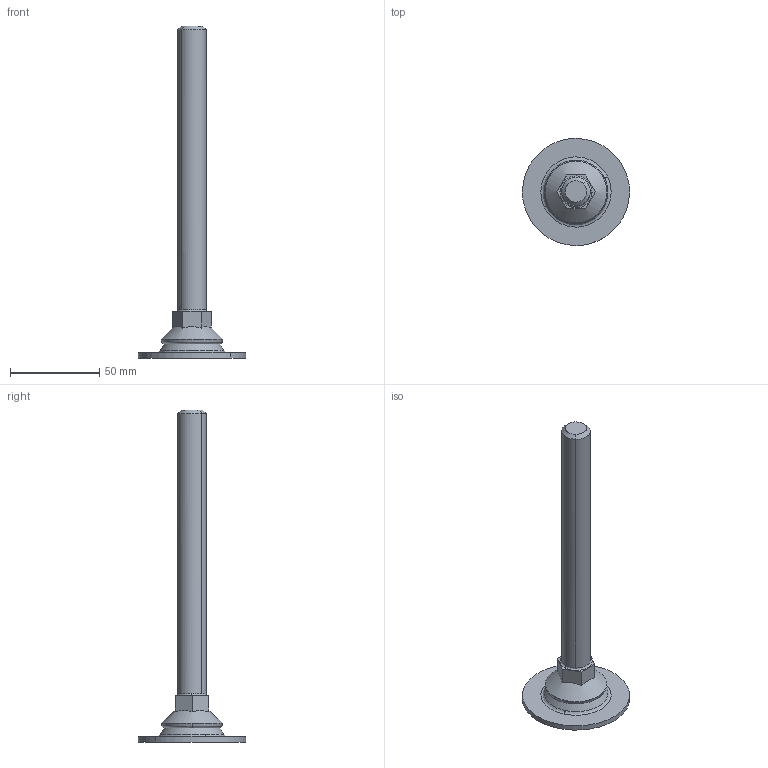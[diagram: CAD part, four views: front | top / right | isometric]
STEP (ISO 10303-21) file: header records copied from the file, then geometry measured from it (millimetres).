
FILE_DESCRIPTION((''),'2;1');
FILE_NAME('','2011-04-26T16:47:22',(''),(''),'','CADfix','');
FILE_SCHEMA(('AUTOMOTIVE_DESIGN { 1 0 10303 214 1 1 1 1 }'));
Length unit declared in the file: millimetre
Bounding box: 60 x 60 x 186 mm (x, y, z)
Volume: 47686.1 mm3; surface area: 19604.1 mm2
Topology: 4 solids, 4 shells, 69 faces, 240 edges, 186 vertices
Faces by surface type: bspline 69
Entity records: 3693 total; most frequent: CARTESIAN_POINT 2224, ORIENTED_EDGE 480, EDGE_CURVE 240, VERTEX_POINT 186, B_SPLINE_CURVE_WITH_KNOTS 154, QUASI_UNIFORM_CURVE 86, EDGE_LOOP 80, FACE_OUTER_BOUND 69
